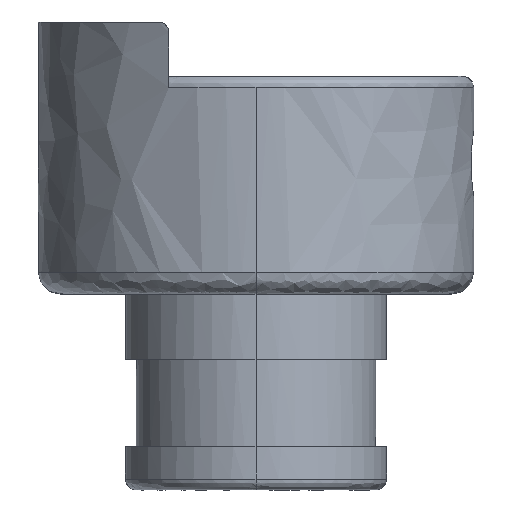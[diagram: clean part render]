
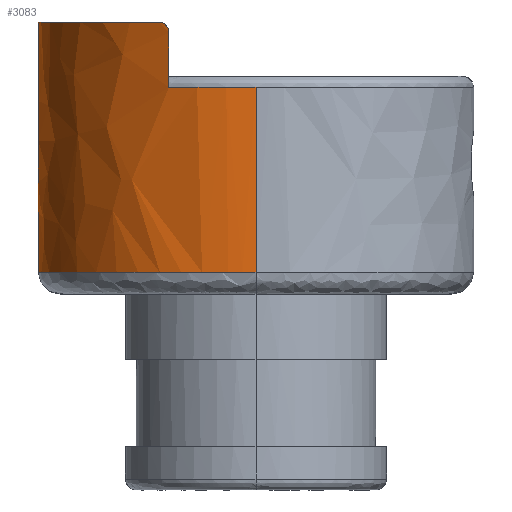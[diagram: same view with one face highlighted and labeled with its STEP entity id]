
A CAD part, left-side view. The second image highlights one B-rep face of the part: STEP entity #3083.
In plain terms, the highlighted free-form (B-spline) face has degree [3, 1] with [4, 2] control points.
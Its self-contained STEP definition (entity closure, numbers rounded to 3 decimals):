
#3083 = ADVANCED_FACE('',(#3084),#3187,.T.);
#3084 = FACE_BOUND('',#3085,.T.);
#3085 = EDGE_LOOP('',(#3086,#3097,#3104,#3112,#3119,#3129,#3139,#3147,
    #3157,#3167,#3174,#3182));
#3086 = ORIENTED_EDGE('',*,*,#3087,.T.);
#3087 = EDGE_CURVE('',#3088,#3090,#3092,.T.);
#3088 = VERTEX_POINT('',#3089);
#3089 = CARTESIAN_POINT('',(11.454,0.,-13.172));
#3090 = VERTEX_POINT('',#3091);
#3091 = CARTESIAN_POINT('',(-11.454,0.,-13.172));
#3092 = ( BOUNDED_CURVE() B_SPLINE_CURVE(3,(#3093,#3094,#3095,#3096),
.UNSPECIFIED.,.F.,.F.) B_SPLINE_CURVE_WITH_KNOTS((4,4),(0.,1.),
.PIECEWISE_BEZIER_KNOTS.) CURVE() GEOMETRIC_REPRESENTATION_ITEM() 
RATIONAL_B_SPLINE_CURVE((1.,0.333,0.333,1.)) 
REPRESENTATION_ITEM('') );
#3093 = CARTESIAN_POINT('',(11.454,0.,-13.172));
#3094 = CARTESIAN_POINT('',(11.454,22.908,
    -13.172));
#3095 = CARTESIAN_POINT('',(-11.454,22.908,
    -13.172));
#3096 = CARTESIAN_POINT('',(-11.454,0.,-13.172));
#3097 = ORIENTED_EDGE('',*,*,#3098,.T.);
#3098 = EDGE_CURVE('',#3090,#3099,#3101,.T.);
#3099 = VERTEX_POINT('',#3100);
#3100 = CARTESIAN_POINT('',(-11.454,0.,-3.436));
#3101 = B_SPLINE_CURVE_WITH_KNOTS('',1,(#3102,#3103),.UNSPECIFIED.,.F.,
  .F.,(2,2),(0.,8.5),.PIECEWISE_BEZIER_KNOTS.);
#3102 = CARTESIAN_POINT('',(-11.454,0.,-13.172));
#3103 = CARTESIAN_POINT('',(-11.454,0.,-3.436));
#3104 = ORIENTED_EDGE('',*,*,#3105,.T.);
#3105 = EDGE_CURVE('',#3099,#3106,#3108,.T.);
#3106 = VERTEX_POINT('',#3107);
#3107 = CARTESIAN_POINT('',(-10.498,4.582,
    -3.436));
#3108 = ( BOUNDED_CURVE() B_SPLINE_CURVE(2,(#3109,#3110,#3111),
.UNSPECIFIED.,.F.,.F.) B_SPLINE_CURVE_WITH_KNOTS((3,3),(0.,
0.412),.PIECEWISE_BEZIER_KNOTS.) CURVE() 
GEOMETRIC_REPRESENTATION_ITEM() RATIONAL_B_SPLINE_CURVE((1.,
0.979,1.)) REPRESENTATION_ITEM('') );
#3109 = CARTESIAN_POINT('',(-11.454,0.,-3.436));
#3110 = CARTESIAN_POINT('',(-11.454,2.391,-3.436
    ));
#3111 = CARTESIAN_POINT('',(-10.498,4.582,
    -3.436));
#3112 = ORIENTED_EDGE('',*,*,#3113,.T.);
#3113 = EDGE_CURVE('',#3106,#3114,#3116,.T.);
#3114 = VERTEX_POINT('',#3115);
#3115 = CARTESIAN_POINT('',(-10.498,4.582,
    -0.573));
#3116 = B_SPLINE_CURVE_WITH_KNOTS('',1,(#3117,#3118),.UNSPECIFIED.,.F.,
  .F.,(2,2),(0.,2.5),.PIECEWISE_BEZIER_KNOTS.);
#3117 = CARTESIAN_POINT('',(-10.498,4.582,
    -3.436));
#3118 = CARTESIAN_POINT('',(-10.498,4.582,
    -0.573));
#3119 = ORIENTED_EDGE('',*,*,#3120,.T.);
#3120 = EDGE_CURVE('',#3114,#3121,#3123,.T.);
#3121 = VERTEX_POINT('',#3122);
#3122 = CARTESIAN_POINT('',(-10.418,4.76,
    -0.157));
#3123 = B_SPLINE_CURVE_WITH_KNOTS('',4,(#3124,#3125,#3126,#3127,#3128),
  .UNSPECIFIED.,.F.,.F.,(5,5),(0.,0.5),.PIECEWISE_BEZIER_KNOTS.);
#3124 = CARTESIAN_POINT('',(-10.498,4.582,
    -0.573));
#3125 = CARTESIAN_POINT('',(-10.498,4.582,
    -0.45));
#3126 = CARTESIAN_POINT('',(-10.485,4.611,
    -0.339));
#3127 = CARTESIAN_POINT('',(-10.459,4.671,
    -0.242));
#3128 = CARTESIAN_POINT('',(-10.418,4.76,
    -0.157));
#3129 = ORIENTED_EDGE('',*,*,#3130,.T.);
#3130 = EDGE_CURVE('',#3121,#3131,#3133,.T.);
#3131 = VERTEX_POINT('',#3132);
#3132 = CARTESIAN_POINT('',(-10.229,5.154,0.));
#3133 = B_SPLINE_CURVE_WITH_KNOTS('',4,(#3134,#3135,#3136,#3137,#3138),
  .UNSPECIFIED.,.F.,.F.,(5,5),(0.5,1.),.PIECEWISE_BEZIER_KNOTS.);
#3134 = CARTESIAN_POINT('',(-10.418,4.76,
    -0.157));
#3135 = CARTESIAN_POINT('',(-10.38,4.843,
    -0.079));
#3136 = CARTESIAN_POINT('',(-10.336,4.936,
    -0.026));
#3137 = CARTESIAN_POINT('',(-10.286,5.04,
    0.));
#3138 = CARTESIAN_POINT('',(-10.229,5.154,0.));
#3139 = ORIENTED_EDGE('',*,*,#3140,.T.);
#3140 = EDGE_CURVE('',#3131,#3141,#3143,.T.);
#3141 = VERTEX_POINT('',#3142);
#3142 = CARTESIAN_POINT('',(10.229,5.154,0.));
#3143 = ( BOUNDED_CURVE() B_SPLINE_CURVE(2,(#3144,#3145,#3146),
.UNSPECIFIED.,.F.,.F.) B_SPLINE_CURVE_WITH_KNOTS((3,3),(0.467,
2.675),.PIECEWISE_BEZIER_KNOTS.) CURVE() 
GEOMETRIC_REPRESENTATION_ITEM() RATIONAL_B_SPLINE_CURVE((1.,0.45,1.)) 
REPRESENTATION_ITEM('') );
#3144 = CARTESIAN_POINT('',(-10.229,5.154,0.));
#3145 = CARTESIAN_POINT('',(0.,25.453,0.));
#3146 = CARTESIAN_POINT('',(10.229,5.154,0.));
#3147 = ORIENTED_EDGE('',*,*,#3148,.T.);
#3148 = EDGE_CURVE('',#3141,#3149,#3151,.T.);
#3149 = VERTEX_POINT('',#3150);
#3150 = CARTESIAN_POINT('',(10.418,4.761,
    -0.157));
#3151 = B_SPLINE_CURVE_WITH_KNOTS('',4,(#3152,#3153,#3154,#3155,#3156),
  .UNSPECIFIED.,.F.,.F.,(5,5),(0.,0.5),.PIECEWISE_BEZIER_KNOTS.);
#3152 = CARTESIAN_POINT('',(10.229,5.154,0.));
#3153 = CARTESIAN_POINT('',(10.286,5.04,
    0.));
#3154 = CARTESIAN_POINT('',(10.336,4.937,
    -0.026));
#3155 = CARTESIAN_POINT('',(10.38,4.844,
    -0.078));
#3156 = CARTESIAN_POINT('',(10.418,4.761,
    -0.157));
#3157 = ORIENTED_EDGE('',*,*,#3158,.T.);
#3158 = EDGE_CURVE('',#3149,#3159,#3161,.T.);
#3159 = VERTEX_POINT('',#3160);
#3160 = CARTESIAN_POINT('',(10.498,4.582,
    -0.573));
#3161 = B_SPLINE_CURVE_WITH_KNOTS('',4,(#3162,#3163,#3164,#3165,#3166),
  .UNSPECIFIED.,.F.,.F.,(5,5),(0.5,1.),.PIECEWISE_BEZIER_KNOTS.);
#3162 = CARTESIAN_POINT('',(10.418,4.761,
    -0.157));
#3163 = CARTESIAN_POINT('',(10.459,4.671,
    -0.241));
#3164 = CARTESIAN_POINT('',(10.485,4.611,
    -0.339));
#3165 = CARTESIAN_POINT('',(10.498,4.582,
    -0.45));
#3166 = CARTESIAN_POINT('',(10.498,4.582,
    -0.573));
#3167 = ORIENTED_EDGE('',*,*,#3168,.T.);
#3168 = EDGE_CURVE('',#3159,#3169,#3171,.T.);
#3169 = VERTEX_POINT('',#3170);
#3170 = CARTESIAN_POINT('',(10.498,4.582,
    -3.436));
#3171 = B_SPLINE_CURVE_WITH_KNOTS('',1,(#3172,#3173),.UNSPECIFIED.,.F.,
  .F.,(2,2),(0.,2.5),.PIECEWISE_BEZIER_KNOTS.);
#3172 = CARTESIAN_POINT('',(10.498,4.582,
    -0.573));
#3173 = CARTESIAN_POINT('',(10.498,4.582,
    -3.436));
#3174 = ORIENTED_EDGE('',*,*,#3175,.T.);
#3175 = EDGE_CURVE('',#3169,#3176,#3178,.T.);
#3176 = VERTEX_POINT('',#3177);
#3177 = CARTESIAN_POINT('',(11.454,0.,
    -3.436));
#3178 = ( BOUNDED_CURVE() B_SPLINE_CURVE(2,(#3179,#3180,#3181),
.UNSPECIFIED.,.F.,.F.) B_SPLINE_CURVE_WITH_KNOTS((3,3),(2.73,
3.142),.PIECEWISE_BEZIER_KNOTS.) CURVE() 
GEOMETRIC_REPRESENTATION_ITEM() RATIONAL_B_SPLINE_CURVE((1.,
0.979,1.)) REPRESENTATION_ITEM('') );
#3179 = CARTESIAN_POINT('',(10.498,4.582,
    -3.436));
#3180 = CARTESIAN_POINT('',(11.454,2.391,
    -3.436));
#3181 = CARTESIAN_POINT('',(11.454,0.,
    -3.436));
#3182 = ORIENTED_EDGE('',*,*,#3183,.T.);
#3183 = EDGE_CURVE('',#3176,#3088,#3184,.T.);
#3184 = B_SPLINE_CURVE_WITH_KNOTS('',1,(#3185,#3186),.UNSPECIFIED.,.F.,
  .F.,(2,2),(0.,8.5),.PIECEWISE_BEZIER_KNOTS.);
#3185 = CARTESIAN_POINT('',(11.454,0.,-3.436));
#3186 = CARTESIAN_POINT('',(11.454,0.,-13.172));
#3187 = ( BOUNDED_SURFACE() B_SPLINE_SURFACE(3,1,(
    (#3188,#3189)
    ,(#3190,#3191)
    ,(#3192,#3193)
    ,(#3194,#3195
)),.UNSPECIFIED.,.F.,.F.,.F.) B_SPLINE_SURFACE_WITH_KNOTS((4,4),(2,2),(
    0.,1.),(0.,1.),.PIECEWISE_BEZIER_KNOTS.) 
GEOMETRIC_REPRESENTATION_ITEM() RATIONAL_B_SPLINE_SURFACE((
    (1.,1.)
    ,(0.333,0.333)
    ,(0.333,0.333)
,(1.,1.))) REPRESENTATION_ITEM('') SURFACE() );
#3188 = CARTESIAN_POINT('',(11.454,0.,-13.172));
#3189 = CARTESIAN_POINT('',(11.454,0.,0.));
#3190 = CARTESIAN_POINT('',(11.454,22.908,
    -13.172));
#3191 = CARTESIAN_POINT('',(11.454,22.908,0.));
#3192 = CARTESIAN_POINT('',(-11.454,22.908,
    -13.172));
#3193 = CARTESIAN_POINT('',(-11.454,22.908,0.));
#3194 = CARTESIAN_POINT('',(-11.454,0.,-13.172));
#3195 = CARTESIAN_POINT('',(-11.454,0.,0.));
